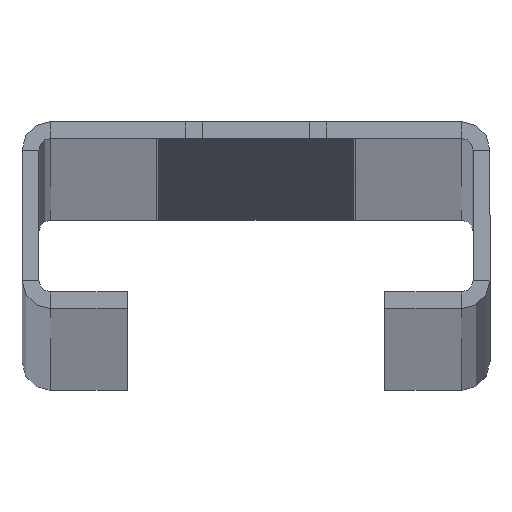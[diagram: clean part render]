
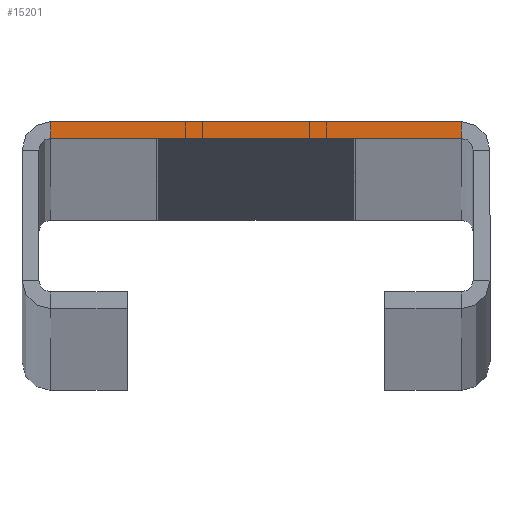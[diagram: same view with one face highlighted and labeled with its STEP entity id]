
A CAD part, top view. The second image highlights one B-rep face of the part: STEP entity #15201.
In plain terms, the highlighted planar face has unit normal (0, 0, 1).
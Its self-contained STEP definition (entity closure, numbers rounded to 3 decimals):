
#307 = ORIENTED_EDGE ( 'NONE', *, *, #21917, .T. ) ;
#318 = DIRECTION ( 'NONE',  ( 0., -1., 0. ) ) ;
#535 = CARTESIAN_POINT ( 'NONE',  ( 8.78, 8., 2000. ) ) ;
#2905 = FACE_OUTER_BOUND ( 'NONE', #32090, .T. ) ;
#3204 = VECTOR ( 'NONE', #7067, 1000. ) ;
#4300 = PLANE ( 'NONE',  #26659 ) ;
#7067 = DIRECTION ( 'NONE',  ( 0., 1., 0. ) ) ;
#7146 = VECTOR ( 'NONE', #16618, 1000. ) ;
#9940 = VECTOR ( 'NONE', #26943, 1000. ) ;
#10386 = CARTESIAN_POINT ( 'NONE',  ( 10., 8., 2000. ) ) ;
#10623 = CARTESIAN_POINT ( 'NONE',  ( -8.78, 7.28, 2000. ) ) ;
#10968 = LINE ( 'NONE', #10386, #9940 ) ;
#11863 = ORIENTED_EDGE ( 'NONE', *, *, #39698, .T. ) ;
#12821 = CARTESIAN_POINT ( 'NONE',  ( -8.78, 8., 2000. ) ) ;
#13478 = CARTESIAN_POINT ( 'NONE',  ( -8.78, 8., 2000. ) ) ;
#15201 = ADVANCED_FACE ( 'NONE', ( #2905 ), #4300, .T. ) ;
#15948 = LINE ( 'NONE', #23093, #7146 ) ;
#16618 = DIRECTION ( 'NONE',  ( -1., 0., 0. ) ) ;
#16873 = CARTESIAN_POINT ( 'NONE',  ( 8.78, 7.28, 2000. ) ) ;
#20784 = DIRECTION ( 'NONE',  ( 0., 0., 1. ) ) ;
#21917 = EDGE_CURVE ( 'NONE', #26311, #34501, #28312, .T. ) ;
#23093 = CARTESIAN_POINT ( 'NONE',  ( 10., 7.28, 2000. ) ) ;
#24088 = CARTESIAN_POINT ( 'NONE',  ( -9.28, 6.78, 2000. ) ) ;
#25195 = CARTESIAN_POINT ( 'NONE',  ( 8.78, 7.28, 2000. ) ) ;
#25878 = VERTEX_POINT ( 'NONE', #535 ) ;
#26311 = VERTEX_POINT ( 'NONE', #12821 ) ;
#26659 = AXIS2_PLACEMENT_3D ( 'NONE', #24088, #20784, #40501 ) ;
#26943 = DIRECTION ( 'NONE',  ( -1., 0., 0. ) ) ;
#27732 = VERTEX_POINT ( 'NONE', #25195 ) ;
#28312 = LINE ( 'NONE', #13478, #34982 ) ;
#32090 = EDGE_LOOP ( 'NONE', ( #11863, #307, #38911, #34333 ) ) ;
#34333 = ORIENTED_EDGE ( 'NONE', *, *, #39680, .T. ) ;
#34501 = VERTEX_POINT ( 'NONE', #10623 ) ;
#34982 = VECTOR ( 'NONE', #318, 1000. ) ;
#37233 = LINE ( 'NONE', #16873, #3204 ) ;
#38911 = ORIENTED_EDGE ( 'NONE', *, *, #42041, .F. ) ;
#39680 = EDGE_CURVE ( 'NONE', #27732, #25878, #37233, .T. ) ;
#39698 = EDGE_CURVE ( 'NONE', #25878, #26311, #10968, .T. ) ;
#40501 = DIRECTION ( 'NONE',  ( 1., 0., 0. ) ) ;
#42041 = EDGE_CURVE ( 'NONE', #27732, #34501, #15948, .T. ) ;
